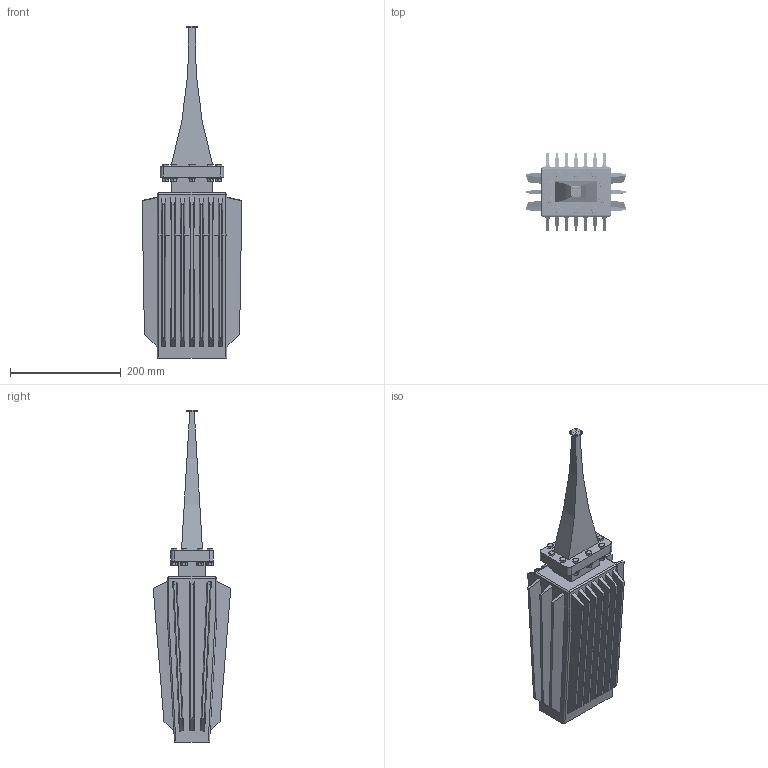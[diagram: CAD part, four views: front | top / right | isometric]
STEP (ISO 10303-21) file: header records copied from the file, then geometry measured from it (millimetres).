
FILE_DESCRIPTION (( 'STEP AP203' ), '1' );
FILE_NAME ('SWL-2860-S1, Defeatured.STEP', '2021-03-05T01:40:44', ( '' ), ( '' ), 'SwSTEP 2.0', 'SolidWorks 2020', '' );
FILE_SCHEMA (( 'CONFIG_CONTROL_DESIGN' ));
Length unit declared in the file: inch
Products named in the file (6): 90592A016_STEEL HEX NUT_90592A016; SWL-2860-S1, Defeatured; WL-AH-1000; PHW-LWXXXX-Y_PHW-LW2506-1; 91287A138_18-8 STAINLESS STEEL HEX HEAD CAP SCREW_91287A138; 98689A115_ METRIC GENERAL PURPOSE WASHERS_98689A115
Assembly tree (41 placements, depth 2):
  SWL-2860-S1, Defeatured
    WL-AH-1000
    91287A138_18-8 STAINLESS STEEL HEX HEAD CAP SCREW_91287A138  x10
    PHW-LWXXXX-Y_PHW-LW2506-1  x10
    98689A115_ METRIC GENERAL PURPOSE WASHERS_98689A115  x10
    90592A016_STEEL HEX NUT_90592A016  x10
Bounding box: 180.08 x 139.96 x 599.95 mm (x, y, z)
Volume: 4118275.4 mm3; surface area: 420424.3 mm2
Topology: 41 solids, 41 shells, 1441 faces, 3716 edges, 2374 vertices
Faces by surface type: cylinder 714, plane 341, cone 280, bspline 102, sphere 4
Entity records: 17659 total; most frequent: CARTESIAN_POINT 8691, ORIENTED_EDGE 1700, DIRECTION 1283, EDGE_CURVE 850, VERTEX_POINT 547, AXIS2_PLACEMENT_3D 439, VECTOR 405, LINE 405
